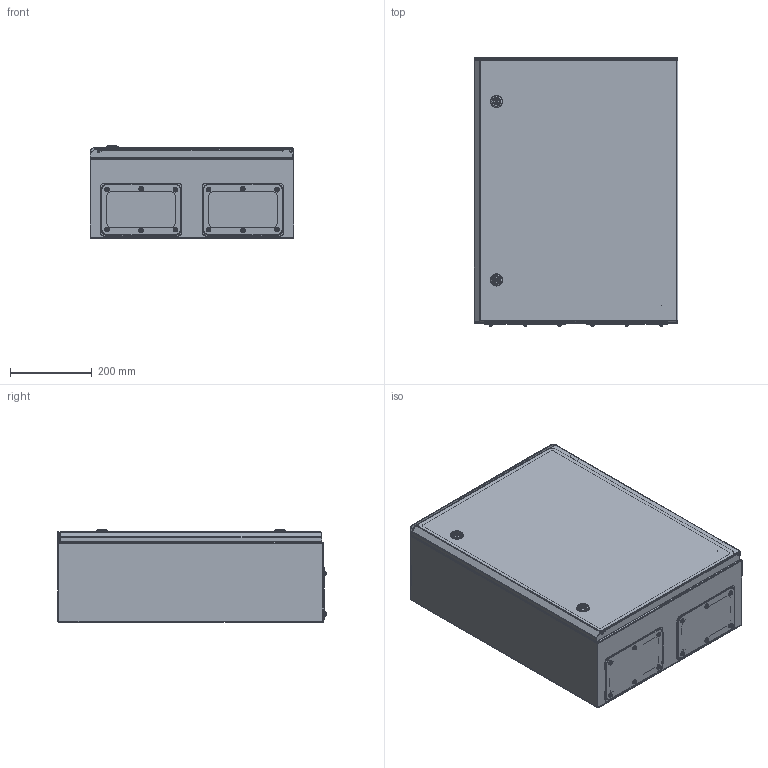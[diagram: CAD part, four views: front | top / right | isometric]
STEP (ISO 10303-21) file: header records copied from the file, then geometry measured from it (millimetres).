
FILE_DESCRIPTION (( 'STEP AP203' ), '1' );
FILE_NAME ('昈-2020.00.00.000 椗眅- 65.50.22 (棞迒-3) IP65 EKF PROxima.STEP', '2021-04-22T12:38:28', ( '' ), ( '' ), 'SwSTEP 2.0', 'SolidWorks 2021', '' );
FILE_SCHEMA (( 'CONFIG_CONTROL_DESIGN' ));
Length unit declared in the file: millimetre
Products named in the file (23): Øïèëüêà Ì6õ12; ﾌﾈ-2000.00.00.000 ﾂ粽蓖鵫 瑙褻 ﾘﾌﾏﾃ; ÌÈ-2020.01.00.001 Ñòåíêà âåðõíÿÿ_‘â. ­¨¦­ïï ; Çàìîê áîëüøîé; ﾌﾈ-2020.01.00.003 ﾊ鰀靍裲; ﾌﾈ-2020.02.00.001 ﾄ粢; ÌÈ-2020.01.01.001 Ñòåíêà çàäíÿÿ; Íàâåñêà íà êîðïóñ ïîä êëåïêó; Çàêëåïêà öèëèíäðè÷åñêàÿ Ì4 ÑÒ-Á ñ âíóòðåííåé ðåçüáîé_Œ8; Øïèëüêà ïðèâàðíàÿ Ì6õ20 DIN 13918; Ïåòëÿ íà äâåðü ï-îáðàçíàÿ; ÌÈ-2020.01.00.001 Ñòåíêà âåðõíÿÿ; ÓÊ íà äâåðü 2020; ÌÈ-2020.01.00.000 Êîðïóñ â ñáîðå; ÌÈ-2020.00.00.001 Ïàíåëü ìîíòàæíàÿ; ÌÈ-2020.01.01.000 Ñòåíêà çàäíÿÿ â ñáîðå ; ÌÈ-2020.02.00.000 Äâåðü â ñáîðå; hex flange nut_din_Hexagon Flange Nut DIN 6923 - M6 - N; 昈-2020.00.00.000 椗眅- 65.50.22 (棞迒-3) IP65 EKF PROxima; Îñü ïåòëè 4õ52_‚¨­â A.M4x0,5x40 ƒŽ‘’ 11644-75; pan head cross recess screw_din_DIN EN ISO 7045 - M4 x 16 - Z - 16N; rivet 02_din_DIN 660-5x8-St-A-2; ﾌﾈ-2000.00.00.001 ﾂ粽蓖鵫 瑙褻 ﾘﾌﾏﾃ
Assembly tree (59 placements, depth 4):
  昈-2020.00.00.000 椗眅- 65.50.22 (棞迒-3) IP65 EKF PROxima
    ÌÈ-2020.01.00.000 Êîðïóñ â ñáîðå
      ÌÈ-2020.01.01.000 Ñòåíêà çàäíÿÿ â ñáîðå 
        ÌÈ-2020.01.01.001 Ñòåíêà çàäíÿÿ
        Øïèëüêà Ì6õ12
        Øïèëüêà ïðèâàðíàÿ Ì6õ20 DIN 13918  x4
      ÌÈ-2020.01.00.001 Ñòåíêà âåðõíÿÿ
      ÌÈ-2020.01.00.001 Ñòåíêà âåðõíÿÿ_‘â. ­¨¦­ïï 
      Çàêëåïêà öèëèíäðè÷åñêàÿ Ì4 ÑÒ-Á ñ âíóòðåííåé ðåçüáîé_Œ8  x12
      ﾌﾈ-2020.01.00.003 ﾊ鰀靍裲
    ÌÈ-2020.02.00.000 Äâåðü â ñáîðå
      ﾌﾈ-2020.02.00.001 ﾄ粢
      ÓÊ íà äâåðü 2020
      Çàìîê áîëüøîé  x2
      Ïåòëÿ íà äâåðü ï-îáðàçíàÿ  x2
    ÌÈ-2020.00.00.001 Ïàíåëü ìîíòàæíàÿ
    Íàâåñêà íà êîðïóñ ïîä êëåïêó  x2
    rivet 02_din_DIN 660-5x8-St-A-2  x4
    Îñü ïåòëè 4õ52_‚¨­â A.M4x0,5x40 ƒŽ‘’ 11644-75  x2
    ﾌﾈ-2000.00.00.000 ﾂ粽蓖鵫 瑙褻 ﾘﾌﾏﾃ  x2
      ﾌﾈ-2000.00.00.001 ﾂ粽蓖鵫 瑙褻 ﾘﾌﾏﾃ
    pan head cross recess screw_din_DIN EN ISO 7045 - M4 x 16 - Z - 16N  x12
    hex flange nut_din_Hexagon Flange Nut DIN 6923 - M6 - N  x5
Bounding box: 500 x 658.52 x 226.54 mm (x, y, z)
Volume: 2567569.6 mm3; surface area: 3379111.2 mm2
Topology: 55 solids, 65 shells, 3629 faces, 9262 edges, 5904 vertices
Faces by surface type: plane 1893, bspline 732, cylinder 492, cone 290, torus 198, sphere 24
Entity records: 37796 total; most frequent: CARTESIAN_POINT 9747, ORIENTED_EDGE 5118, DIRECTION 4960, EDGE_CURVE 2559, AXIS2_PLACEMENT_3D 1657, LINE 1646, VECTOR 1646, VERTEX_POINT 1602
